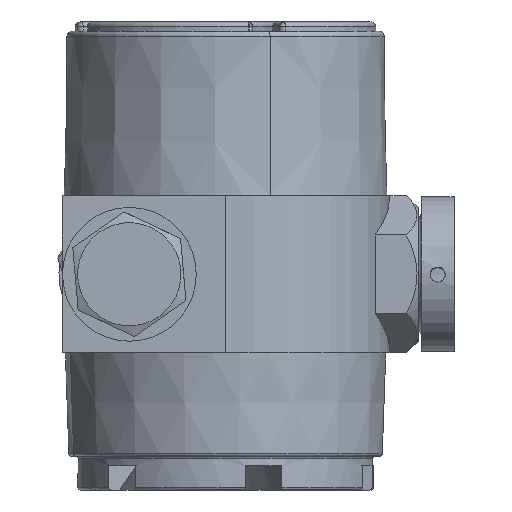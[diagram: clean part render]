
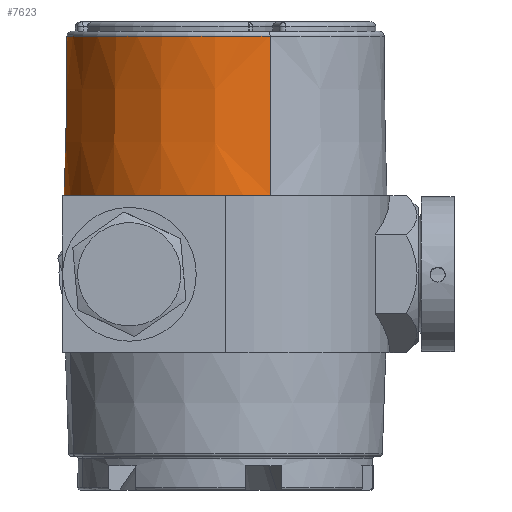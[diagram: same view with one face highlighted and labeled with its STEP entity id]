
A CAD part, left-side view. The second image highlights one B-rep face of the part: STEP entity #7623.
In plain terms, the highlighted conical face has half-angle 1 degrees and reference radius 33.856 mm.
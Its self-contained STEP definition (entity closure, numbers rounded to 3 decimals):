
#224 = CARTESIAN_POINT ( 'NONE',  ( 0., 0., 0. ) ) ;
#970 = EDGE_CURVE ( 'NONE', #3567, #13348, #3001, .T. ) ;
#1338 = CARTESIAN_POINT ( 'NONE',  ( 0., 0., -34.017 ) ) ;
#1384 = CARTESIAN_POINT ( 'NONE',  ( -33.856, 0., -34.017 ) ) ;
#1665 = FACE_OUTER_BOUND ( 'NONE', #9074, .T. ) ;
#2651 = CIRCLE ( 'NONE', #5397, 33.856 ) ;
#3001 = CIRCLE ( 'NONE', #6615, 34.45 ) ;
#3412 = DIRECTION ( 'NONE',  ( 0., 0., 1. ) ) ;
#3567 = VERTEX_POINT ( 'NONE', #5615 ) ;
#3720 = DIRECTION ( 'NONE',  ( 0., 0., 1. ) ) ;
#3909 = VERTEX_POINT ( 'NONE', #1384 ) ;
#3936 = DIRECTION ( 'NONE',  ( 1., 0., 0. ) ) ;
#3951 = ORIENTED_EDGE ( 'NONE', *, *, #8271, .T. ) ;
#4184 = CARTESIAN_POINT ( 'NONE',  ( 33.856, 0., -34.017 ) ) ;
#5216 = DIRECTION ( 'NONE',  ( -0.017, 0., 1. ) ) ;
#5397 = AXIS2_PLACEMENT_3D ( 'NONE', #1338, #3720, #3936 ) ;
#5615 = CARTESIAN_POINT ( 'NONE',  ( 34.45, 0., 0. ) ) ;
#6209 = LINE ( 'NONE', #4184, #10390 ) ;
#6494 = ORIENTED_EDGE ( 'NONE', *, *, #970, .F. ) ;
#6615 = AXIS2_PLACEMENT_3D ( 'NONE', #224, #14070, #14223 ) ;
#6776 = AXIS2_PLACEMENT_3D ( 'NONE', #7174, #3412, #8778 ) ;
#7008 = CONICAL_SURFACE ( 'NONE', #6776, 33.856, 0.017 ) ;
#7174 = CARTESIAN_POINT ( 'NONE',  ( 0., 0., -34.017 ) ) ;
#7623 = ADVANCED_FACE ( 'NONE', ( #1665 ), #7008, .T. ) ;
#8271 = EDGE_CURVE ( 'NONE', #10498, #3909, #2651, .T. ) ;
#8642 = ORIENTED_EDGE ( 'NONE', *, *, #12994, .F. ) ;
#8778 = DIRECTION ( 'NONE',  ( 1., 0., 0. ) ) ;
#9074 = EDGE_LOOP ( 'NONE', ( #3951, #12072, #6494, #8642 ) ) ;
#10390 = VECTOR ( 'NONE', #12955, 1000. ) ;
#10498 = VERTEX_POINT ( 'NONE', #12106 ) ;
#11747 = VECTOR ( 'NONE', #5216, 1000. ) ;
#12072 = ORIENTED_EDGE ( 'NONE', *, *, #13456, .T. ) ;
#12106 = CARTESIAN_POINT ( 'NONE',  ( 33.856, 0., -34.017 ) ) ;
#12955 = DIRECTION ( 'NONE',  ( 0.017, 0., 1. ) ) ;
#12994 = EDGE_CURVE ( 'NONE', #10498, #3567, #6209, .T. ) ;
#13348 = VERTEX_POINT ( 'NONE', #15075 ) ;
#13456 = EDGE_CURVE ( 'NONE', #3909, #13348, #15072, .T. ) ;
#14070 = DIRECTION ( 'NONE',  ( 0., 0., 1. ) ) ;
#14223 = DIRECTION ( 'NONE',  ( 1., 0., 0. ) ) ;
#15072 = LINE ( 'NONE', #15285, #11747 ) ;
#15075 = CARTESIAN_POINT ( 'NONE',  ( -34.45, 0., 0. ) ) ;
#15285 = CARTESIAN_POINT ( 'NONE',  ( -33.856, 0., -34.017 ) ) ;
